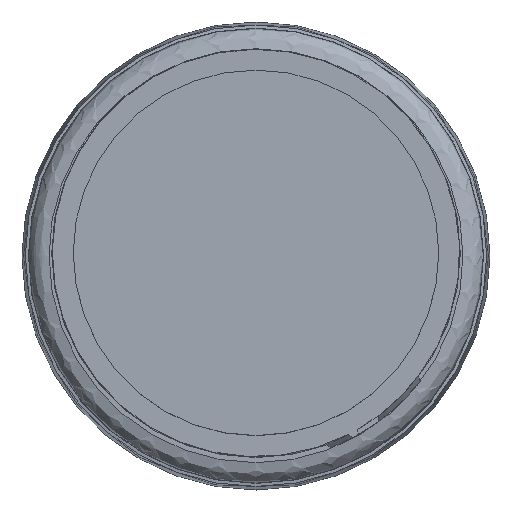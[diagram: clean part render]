
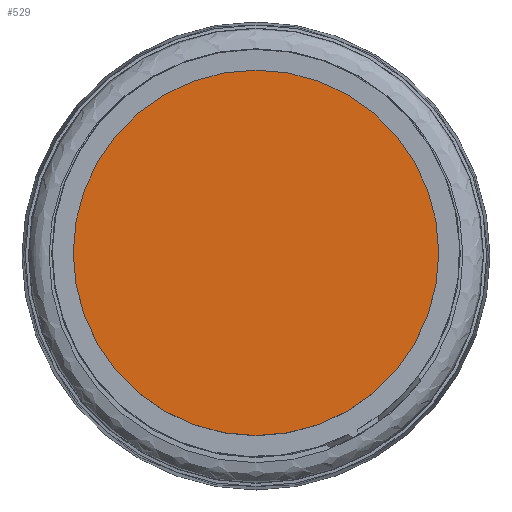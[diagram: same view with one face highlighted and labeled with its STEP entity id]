
A CAD part, top view. The second image highlights one B-rep face of the part: STEP entity #529.
In plain terms, the highlighted planar face has unit normal (0, 0, 1).
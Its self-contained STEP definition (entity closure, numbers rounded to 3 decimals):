
#433=PLANE('',#1758);
#472=FACE_OUTER_BOUND('',#738,.T.);
#529=ADVANCED_FACE('',(#472),#433,.F.);
#738=EDGE_LOOP('',(#1096));
#1096=ORIENTED_EDGE('',*,*,#1542,.T.);
#1351=VERTEX_POINT('',#3548);
#1542=EDGE_CURVE('',#1351,#1351,#1633,.T.);
#1633=CIRCLE('',#1757,31.4);
#1757=AXIS2_PLACEMENT_3D('',#3547,#2045,#2046);
#1758=AXIS2_PLACEMENT_3D('',#3549,#2047,#2048);
#2045=DIRECTION('',(0.,0.,1.));
#2046=DIRECTION('',(-1.,0.,0.));
#2047=DIRECTION('',(0.,0.,-1.));
#2048=DIRECTION('',(-0.783,0.623,0.));
#3547=CARTESIAN_POINT('',(0.,0.,165.95));
#3548=CARTESIAN_POINT('',(-31.4,0.,165.95));
#3549=CARTESIAN_POINT('',(-19.547,-24.574,165.95));
